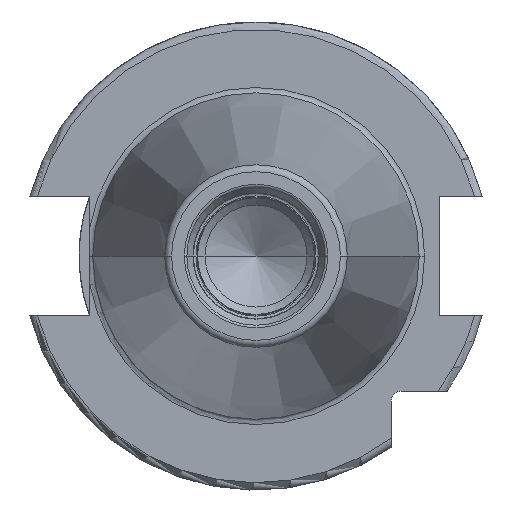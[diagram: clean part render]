
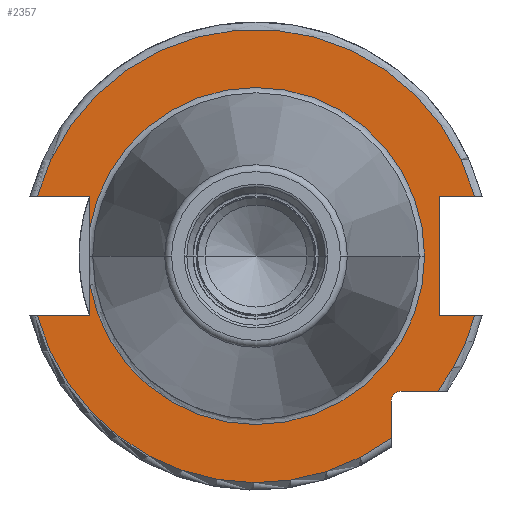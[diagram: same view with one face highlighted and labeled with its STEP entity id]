
A CAD part, left-side view. The second image highlights one B-rep face of the part: STEP entity #2357.
In plain terms, the highlighted planar face has unit normal (-1, 0, 0).
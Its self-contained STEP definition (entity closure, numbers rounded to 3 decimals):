
#117=CARTESIAN_POINT('',(3.2,0.,0.));
#118=DIRECTION('',(-1.,0.,0.));
#119=DIRECTION('',(0.,0.986,-0.168));
#120=AXIS2_PLACEMENT_3D('',#117,#118,#119);
#559=DIRECTION('',(0.,-1.,0.));
#560=VECTOR('',#559,4.99);
#561=CARTESIAN_POINT('',(3.2,-19.7,-18.35));
#562=LINE('',#561,#560);
#563=DIRECTION('',(0.,0.,1.));
#564=VECTOR('',#563,4.99);
#565=CARTESIAN_POINT('',(3.2,-18.35,-24.69));
#566=LINE('',#565,#564);
#567=CARTESIAN_POINT('',(3.2,0.,0.));
#568=DIRECTION('',(-1.,0.,0.));
#569=DIRECTION('',(0.,0.965,-0.263));
#570=AXIS2_PLACEMENT_3D('',#567,#568,#569);
#572=DIRECTION('',(0.,-1.,0.));
#573=VECTOR('',#572,7.127);
#574=CARTESIAN_POINT('',(3.2,29.677,-8.1));
#575=LINE('',#574,#573);
#576=DIRECTION('',(0.,0.,-1.));
#577=VECTOR('',#576,4.258);
#578=CARTESIAN_POINT('',(3.2,22.55,-3.842));
#579=LINE('',#578,#577);
#580=DIRECTION('',(0.,0.,-1.));
#581=VECTOR('',#580,4.258);
#582=CARTESIAN_POINT('',(3.2,22.55,8.1));
#583=LINE('',#582,#581);
#584=DIRECTION('',(0.,-1.,0.));
#585=VECTOR('',#584,7.127);
#586=CARTESIAN_POINT('',(3.2,29.677,8.1));
#587=LINE('',#586,#585);
#588=CARTESIAN_POINT('',(3.2,0.,0.));
#589=DIRECTION('',(1.,0.,0.));
#590=DIRECTION('',(0.,0.965,0.263));
#591=AXIS2_PLACEMENT_3D('',#588,#589,#590);
#593=DIRECTION('',(0.,1.,0.));
#594=VECTOR('',#593,4.827);
#595=CARTESIAN_POINT('',(3.2,-29.677,8.1));
#596=LINE('',#595,#594);
#597=DIRECTION('',(0.,0.,1.));
#598=VECTOR('',#597,16.2);
#599=CARTESIAN_POINT('',(3.2,-24.85,-8.1));
#600=LINE('',#599,#598);
#601=DIRECTION('',(0.,1.,0.));
#602=VECTOR('',#601,4.827);
#603=CARTESIAN_POINT('',(3.2,-29.677,-8.1));
#604=LINE('',#603,#602);
#605=CARTESIAN_POINT('',(3.2,0.,0.));
#606=DIRECTION('',(-1.,0.,0.));
#607=DIRECTION('',(0.,-0.803,-0.597));
#608=AXIS2_PLACEMENT_3D('',#605,#606,#607);
#619=CARTESIAN_POINT('',(3.2,-19.7,-19.7));
#620=DIRECTION('',(1.,0.,0.));
#621=DIRECTION('',(0.,1.,0.));
#622=AXIS2_PLACEMENT_3D('',#619,#620,#621);
#1009=CARTESIAN_POINT('',(3.2,0.,0.));
#1010=DIRECTION('',(1.,0.,0.));
#1011=DIRECTION('',(0.,0.986,0.168));
#1012=AXIS2_PLACEMENT_3D('',#1009,#1010,#1011);
#1399=CARTESIAN_POINT('',(3.2,-22.875,0.));
#1401=VERTEX_POINT('',#1399);
#1541=CARTESIAN_POINT('',(3.2,29.677,8.1));
#1542=CARTESIAN_POINT('',(3.2,22.55,8.1));
#1543=VERTEX_POINT('',#1541);
#1544=VERTEX_POINT('',#1542);
#1545=CARTESIAN_POINT('',(3.2,22.55,3.842));
#1546=VERTEX_POINT('',#1545);
#1547=CARTESIAN_POINT('',(3.2,22.55,-3.842));
#1548=CARTESIAN_POINT('',(3.2,22.55,-8.1));
#1549=VERTEX_POINT('',#1547);
#1550=VERTEX_POINT('',#1548);
#1551=CARTESIAN_POINT('',(3.2,29.677,-8.1));
#1552=VERTEX_POINT('',#1551);
#1553=CARTESIAN_POINT('',(3.2,-29.677,-8.1));
#1554=CARTESIAN_POINT('',(3.2,-24.85,-8.1));
#1555=VERTEX_POINT('',#1553);
#1556=VERTEX_POINT('',#1554);
#1557=CARTESIAN_POINT('',(3.2,-24.85,8.1));
#1558=VERTEX_POINT('',#1557);
#1559=CARTESIAN_POINT('',(3.2,-29.677,8.1));
#1560=VERTEX_POINT('',#1559);
#1586=CARTESIAN_POINT('',(3.2,-18.35,-24.69));
#1587=VERTEX_POINT('',#1586);
#1594=CARTESIAN_POINT('',(3.2,-19.7,-18.35));
#1595=CARTESIAN_POINT('',(3.2,-24.69,-18.35));
#1596=VERTEX_POINT('',#1594);
#1597=VERTEX_POINT('',#1595);
#1598=CARTESIAN_POINT('',(3.2,-18.35,-19.7));
#1599=VERTEX_POINT('',#1598);
#2328=CARTESIAN_POINT('',(3.2,0.,0.));
#2329=DIRECTION('',(1.,0.,0.));
#2330=DIRECTION('',(0.,-1.,0.));
#2331=AXIS2_PLACEMENT_3D('',#2328,#2329,#2330);
#2332=PLANE('',#2331);
#2334=ORIENTED_EDGE('',*,*,#2333,.F.);
#2336=ORIENTED_EDGE('',*,*,#2335,.F.);
#2338=ORIENTED_EDGE('',*,*,#2337,.F.);
#2340=ORIENTED_EDGE('',*,*,#2339,.F.);
#2341=ORIENTED_EDGE('',*,*,#1968,.T.);
#2342=ORIENTED_EDGE('',*,*,#1822,.F.);
#2343=ORIENTED_EDGE('',*,*,#1803,.T.);
#2345=ORIENTED_EDGE('',*,*,#2344,.F.);
#2346=ORIENTED_EDGE('',*,*,#1817,.F.);
#2347=ORIENTED_EDGE('',*,*,#1880,.F.);
#2349=ORIENTED_EDGE('',*,*,#2348,.T.);
#2350=ORIENTED_EDGE('',*,*,#2307,.T.);
#2351=ORIENTED_EDGE('',*,*,#2063,.F.);
#2352=ORIENTED_EDGE('',*,*,#2083,.F.);
#2354=ORIENTED_EDGE('',*,*,#2353,.F.);
#2355=EDGE_LOOP('',(#2334,#2336,#2338,#2340,#2341,#2342,#2343,#2345,#2346,#2347,
#2349,#2350,#2351,#2352,#2354));
#2356=FACE_OUTER_BOUND('',#2355,.F.);
#2357=ADVANCED_FACE('',(#2356),#2332,.F.);
#121=CIRCLE('',#120,22.875);
#571=CIRCLE('',#570,30.763);
#592=CIRCLE('',#591,30.763);
#609=CIRCLE('',#608,30.763);
#623=CIRCLE('',#622,1.35);
#1013=CIRCLE('',#1012,22.875);
#1803=EDGE_CURVE('',#1549,#1401,#121,.T.);
#1817=EDGE_CURVE('',#1544,#1546,#583,.T.);
#1822=EDGE_CURVE('',#1549,#1550,#579,.T.);
#1880=EDGE_CURVE('',#1543,#1544,#587,.T.);
#1968=EDGE_CURVE('',#1552,#1550,#575,.T.);
#2063=EDGE_CURVE('',#1556,#1558,#600,.T.);
#2083=EDGE_CURVE('',#1555,#1556,#604,.T.);
#2307=EDGE_CURVE('',#1560,#1558,#596,.T.);
#2333=EDGE_CURVE('',#1596,#1597,#562,.T.);
#2335=EDGE_CURVE('',#1599,#1596,#623,.T.);
#2337=EDGE_CURVE('',#1587,#1599,#566,.T.);
#2339=EDGE_CURVE('',#1552,#1587,#571,.T.);
#2344=EDGE_CURVE('',#1546,#1401,#1013,.T.);
#2348=EDGE_CURVE('',#1543,#1560,#592,.T.);
#2353=EDGE_CURVE('',#1597,#1555,#609,.T.);
